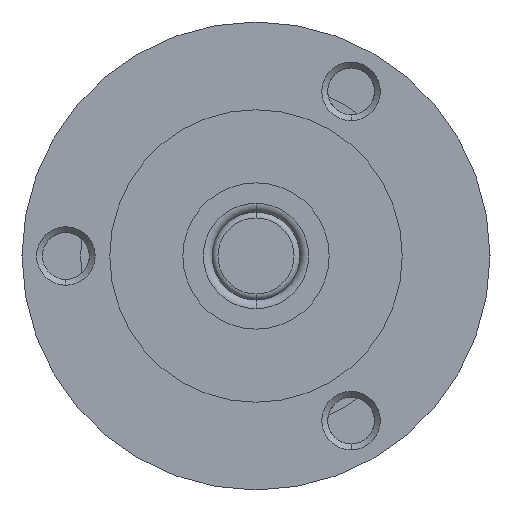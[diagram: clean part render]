
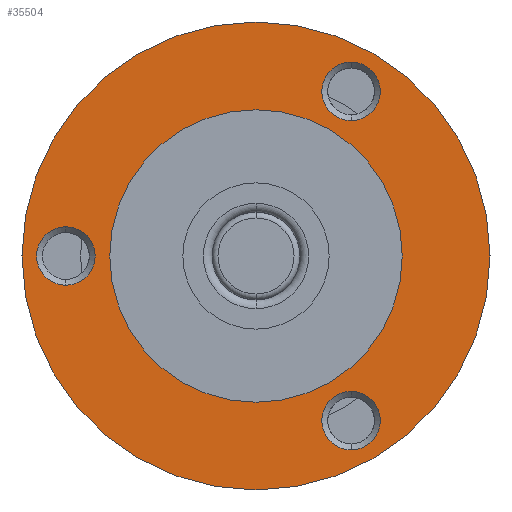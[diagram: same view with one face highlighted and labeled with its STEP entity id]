
A CAD part, left-side view. The second image highlights one B-rep face of the part: STEP entity #35504.
In plain terms, the highlighted planar face has unit normal (-1, 0, 0).
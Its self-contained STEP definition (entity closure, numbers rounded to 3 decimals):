
#192 = ORIENTED_EDGE ( 'NONE', *, *, #34149, .T. ) ;
#607 = DIRECTION ( 'NONE',  ( 0., 0., -1. ) ) ;
#1090 = CARTESIAN_POINT ( 'NONE',  ( 0., 0., 5. ) ) ;
#1762 = EDGE_CURVE ( 'NONE', #9343, #19001, #36257, .T. ) ;
#2079 = DIRECTION ( 'NONE',  ( 0., 0., -1. ) ) ;
#2434 = DIRECTION ( 'NONE',  ( 1., 0., 0. ) ) ;
#2498 = VERTEX_POINT ( 'NONE', #33085 ) ;
#3129 = CIRCLE ( 'NONE', #26595, 8. ) ;
#3804 = EDGE_CURVE ( 'NONE', #9077, #38198, #28179, .T. ) ;
#4517 = ORIENTED_EDGE ( 'NONE', *, *, #9676, .T. ) ;
#4887 = VERTEX_POINT ( 'NONE', #43300 ) ;
#5447 = AXIS2_PLACEMENT_3D ( 'NONE', #26707, #30099, #32885 ) ;
#5580 = CARTESIAN_POINT ( 'NONE',  ( 0., 0., 0. ) ) ;
#5935 = DIRECTION ( 'NONE',  ( 0., 0., -1. ) ) ;
#6370 = EDGE_LOOP ( 'NONE', ( #13282, #39693 ) ) ;
#6842 = CIRCLE ( 'NONE', #26758, 1. ) ;
#7012 = EDGE_CURVE ( 'NONE', #2498, #4887, #41806, .T. ) ;
#7026 = AXIS2_PLACEMENT_3D ( 'NONE', #31725, #25380, #8248 ) ;
#7443 = EDGE_LOOP ( 'NONE', ( #30550, #192 ) ) ;
#8037 = DIRECTION ( 'NONE',  ( 1., 0., 0. ) ) ;
#8248 = DIRECTION ( 'NONE',  ( 0., 0., -1. ) ) ;
#9077 = VERTEX_POINT ( 'NONE', #40727 ) ;
#9343 = VERTEX_POINT ( 'NONE', #22208 ) ;
#9652 = ORIENTED_EDGE ( 'NONE', *, *, #31432, .T. ) ;
#9676 = EDGE_CURVE ( 'NONE', #19001, #9343, #30086, .T. ) ;
#10197 = DIRECTION ( 'NONE',  ( 1., 0., 0. ) ) ;
#10222 = CARTESIAN_POINT ( 'NONE',  ( 0., 0., 0. ) ) ;
#10292 = FACE_BOUND ( 'NONE', #6370, .T. ) ;
#10439 = EDGE_CURVE ( 'NONE', #13730, #11622, #32094, .T. ) ;
#10638 = ORIENTED_EDGE ( 'NONE', *, *, #11919, .F. ) ;
#11453 = EDGE_CURVE ( 'NONE', #34377, #18278, #15706, .T. ) ;
#11566 = DIRECTION ( 'NONE',  ( 1., 0., 0. ) ) ;
#11622 = VERTEX_POINT ( 'NONE', #19155 ) ;
#11919 = EDGE_CURVE ( 'NONE', #38198, #9077, #3129, .T. ) ;
#13201 = CIRCLE ( 'NONE', #28942, 1. ) ;
#13282 = ORIENTED_EDGE ( 'NONE', *, *, #33084, .T. ) ;
#13393 = CARTESIAN_POINT ( 'NONE',  ( 0., -3.25, 6.629 ) ) ;
#13676 = DIRECTION ( 'NONE',  ( 1., 0., 0. ) ) ;
#13728 = ORIENTED_EDGE ( 'NONE', *, *, #3804, .F. ) ;
#13730 = VERTEX_POINT ( 'NONE', #27775 ) ;
#13819 = DIRECTION ( 'NONE',  ( 0., 0., -1. ) ) ;
#13977 = EDGE_LOOP ( 'NONE', ( #38466, #9652 ) ) ;
#15167 = DIRECTION ( 'NONE',  ( 0., 0., -1. ) ) ;
#15196 = AXIS2_PLACEMENT_3D ( 'NONE', #5580, #38888, #2079 ) ;
#15706 = CIRCLE ( 'NONE', #16408, 1. ) ;
#16408 = AXIS2_PLACEMENT_3D ( 'NONE', #18914, #11566, #22314 ) ;
#16635 = EDGE_LOOP ( 'NONE', ( #30176, #4517 ) ) ;
#18278 = VERTEX_POINT ( 'NONE', #13393 ) ;
#18420 = CARTESIAN_POINT ( 'NONE',  ( 0., 0., 0. ) ) ;
#18914 = CARTESIAN_POINT ( 'NONE',  ( 0., -3.25, 5.629 ) ) ;
#19001 = VERTEX_POINT ( 'NONE', #1090 ) ;
#19155 = CARTESIAN_POINT ( 'NONE',  ( 0., 6.5, -1. ) ) ;
#20038 = DIRECTION ( 'NONE',  ( 0., 0., -1. ) ) ;
#20643 = DIRECTION ( 'NONE',  ( 1., 0., 0. ) ) ;
#22208 = CARTESIAN_POINT ( 'NONE',  ( 0., 0., -5. ) ) ;
#22314 = DIRECTION ( 'NONE',  ( 0., 0., -1. ) ) ;
#22517 = CARTESIAN_POINT ( 'NONE',  ( 0., 6.5, 0. ) ) ;
#23931 = DIRECTION ( 'NONE',  ( 0., 0., -1. ) ) ;
#25380 = DIRECTION ( 'NONE',  ( 1., 0., 0. ) ) ;
#26595 = AXIS2_PLACEMENT_3D ( 'NONE', #40284, #13676, #13819 ) ;
#26654 = CARTESIAN_POINT ( 'NONE',  ( 0., -3.25, 5.629 ) ) ;
#26707 = CARTESIAN_POINT ( 'NONE',  ( 0., -3.25, -5.629 ) ) ;
#26758 = AXIS2_PLACEMENT_3D ( 'NONE', #26654, #10197, #20038 ) ;
#27161 = DIRECTION ( 'NONE',  ( 1., 0., 0. ) ) ;
#27251 = PLANE ( 'NONE',  #40064 ) ;
#27610 = FACE_OUTER_BOUND ( 'NONE', #41801, .T. ) ;
#27775 = CARTESIAN_POINT ( 'NONE',  ( 0., 6.5, 1. ) ) ;
#27962 = DIRECTION ( 'NONE',  ( 1., 0., 0. ) ) ;
#28114 = CARTESIAN_POINT ( 'NONE',  ( 0., 6.5, 0. ) ) ;
#28150 = FACE_BOUND ( 'NONE', #13977, .T. ) ;
#28179 = CIRCLE ( 'NONE', #35062, 8. ) ;
#28386 = CARTESIAN_POINT ( 'NONE',  ( 0., -3.25, 4.629 ) ) ;
#28942 = AXIS2_PLACEMENT_3D ( 'NONE', #22517, #2434, #5935 ) ;
#29367 = AXIS2_PLACEMENT_3D ( 'NONE', #28114, #8037, #35331 ) ;
#30086 = CIRCLE ( 'NONE', #31308, 5. ) ;
#30099 = DIRECTION ( 'NONE',  ( 1., 0., 0. ) ) ;
#30176 = ORIENTED_EDGE ( 'NONE', *, *, #1762, .T. ) ;
#30550 = ORIENTED_EDGE ( 'NONE', *, *, #7012, .T. ) ;
#31308 = AXIS2_PLACEMENT_3D ( 'NONE', #40969, #27161, #23931 ) ;
#31432 = EDGE_CURVE ( 'NONE', #11622, #13730, #13201, .T. ) ;
#31725 = CARTESIAN_POINT ( 'NONE',  ( 0., -3.25, -5.629 ) ) ;
#32094 = CIRCLE ( 'NONE', #29367, 1. ) ;
#32885 = DIRECTION ( 'NONE',  ( 0., 0., -1. ) ) ;
#33084 = EDGE_CURVE ( 'NONE', #18278, #34377, #6842, .T. ) ;
#33085 = CARTESIAN_POINT ( 'NONE',  ( 0., -3.25, -4.629 ) ) ;
#33864 = CARTESIAN_POINT ( 'NONE',  ( 0., 0., 8. ) ) ;
#34149 = EDGE_CURVE ( 'NONE', #4887, #2498, #35572, .T. ) ;
#34377 = VERTEX_POINT ( 'NONE', #28386 ) ;
#35062 = AXIS2_PLACEMENT_3D ( 'NONE', #18420, #27962, #15167 ) ;
#35331 = DIRECTION ( 'NONE',  ( 0., 0., -1. ) ) ;
#35504 = ADVANCED_FACE ( 'NONE', ( #10292, #43371, #28150, #37628, #27610 ), #27251, .F. ) ;
#35572 = CIRCLE ( 'NONE', #5447, 1. ) ;
#36257 = CIRCLE ( 'NONE', #15196, 5. ) ;
#37628 = FACE_BOUND ( 'NONE', #16635, .T. ) ;
#38198 = VERTEX_POINT ( 'NONE', #33864 ) ;
#38466 = ORIENTED_EDGE ( 'NONE', *, *, #10439, .T. ) ;
#38888 = DIRECTION ( 'NONE',  ( 1., 0., 0. ) ) ;
#39693 = ORIENTED_EDGE ( 'NONE', *, *, #11453, .T. ) ;
#40064 = AXIS2_PLACEMENT_3D ( 'NONE', #10222, #20643, #607 ) ;
#40284 = CARTESIAN_POINT ( 'NONE',  ( 0., 0., 0. ) ) ;
#40727 = CARTESIAN_POINT ( 'NONE',  ( 0., 0., -8. ) ) ;
#40969 = CARTESIAN_POINT ( 'NONE',  ( 0., 0., 0. ) ) ;
#41801 = EDGE_LOOP ( 'NONE', ( #10638, #13728 ) ) ;
#41806 = CIRCLE ( 'NONE', #7026, 1. ) ;
#43300 = CARTESIAN_POINT ( 'NONE',  ( 0., -3.25, -6.629 ) ) ;
#43371 = FACE_BOUND ( 'NONE', #7443, .T. ) ;
